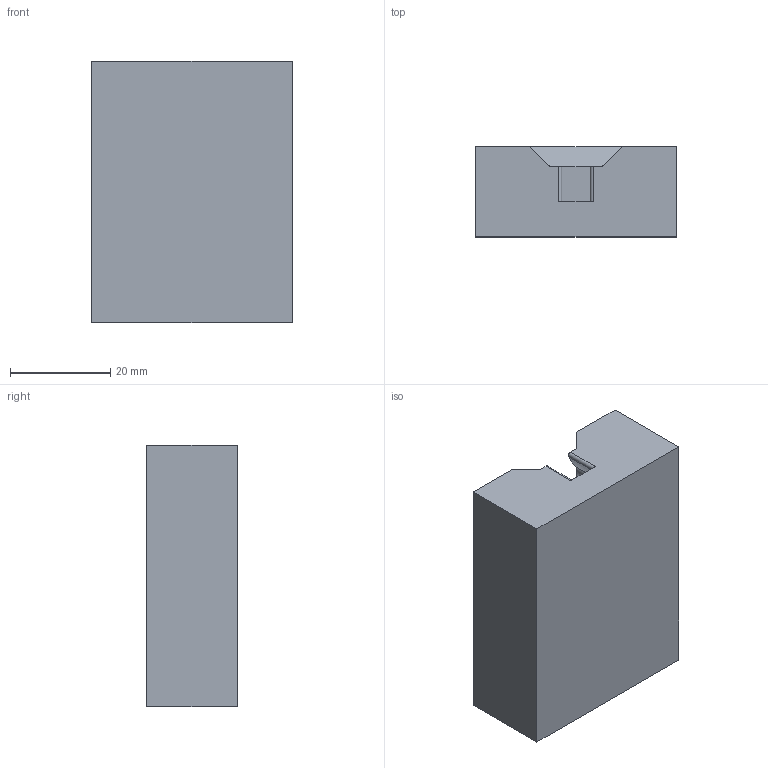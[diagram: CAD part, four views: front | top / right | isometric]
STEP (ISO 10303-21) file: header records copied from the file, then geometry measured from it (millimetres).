
FILE_DESCRIPTION(/* description */ (''),/* implementation_level */ '2;1');
FILE_NAME(/* name */ 'Fliegender Probenhalter Frasteil.stp',/* time_stamp */ '2025-04-14T13:00:54+02:00',/* author */ ('00ber'),/* organization */ (''),/* preprocessor_version */ 'ST-DEVELOPER v18',/* originating_system */ 'Autodesk Inventor 2020',/* authorisation */ '');
FILE_SCHEMA (('AUTOMOTIVE_DESIGN { 1 0 10303 214 3 1 1 }'));
Length unit declared in the file: millimetre
Products named in the file (1): Fliegender Probenhalter Frästeil
Bounding box: 40 x 18 x 52 mm (x, y, z)
Volume: 33154 mm3; surface area: 8237.9 mm2
Topology: 1 solids, 1 shells, 24 faces, 62 edges, 40 vertices
Faces by surface type: plane 15, cylinder 7, cone 2
Full cylindrical faces by diameter (mm): 4.917 x1
Entity records: 767 total; most frequent: DIRECTION 128, CARTESIAN_POINT 126, ORIENTED_EDGE 122, EDGE_CURVE 61, LINE 44, VECTOR 44, AXIS2_PLACEMENT_3D 42, VERTEX_POINT 40
